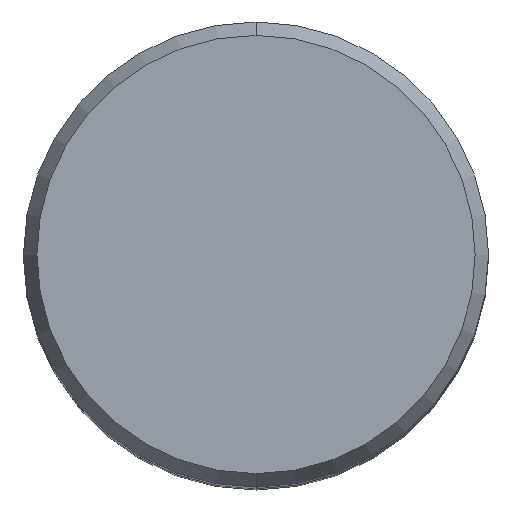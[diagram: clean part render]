
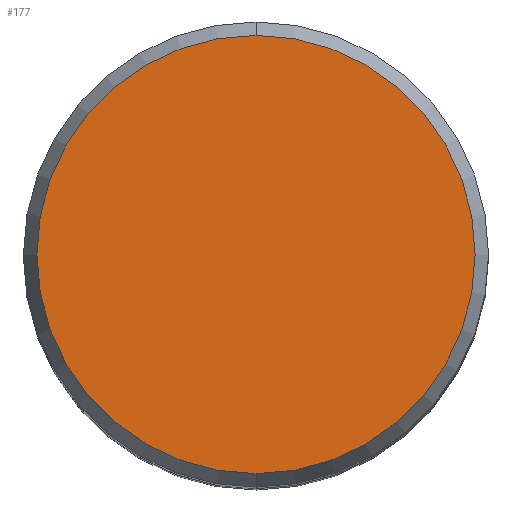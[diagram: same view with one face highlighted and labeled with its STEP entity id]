
A CAD part, top view. The second image highlights one B-rep face of the part: STEP entity #177.
In plain terms, the highlighted planar face has unit normal (0, 0, 1).
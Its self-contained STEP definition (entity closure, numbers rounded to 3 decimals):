
#155=VERTEX_POINT('',#352);
#177=ADVANCED_FACE('',(#375),#376,.T.);
#191=EDGE_CURVE('',#155,#261,#392,.T.);
#261=VERTEX_POINT('',#470);
#281=EDGE_CURVE('',#261,#155,#492,.T.);
#352=CARTESIAN_POINT('',(0.,-14.958,0.01));
#375=FACE_OUTER_BOUND('',#593,.T.);
#376=PLANE('',#594);
#392=CIRCLE('',#614,14.958);
#470=CARTESIAN_POINT('',(0.0,14.958,0.01));
#492=CIRCLE('',#743,14.958);
#593=EDGE_LOOP('',(#856,#857));
#594=AXIS2_PLACEMENT_3D('',#858,#859,#860);
#614=AXIS2_PLACEMENT_3D('',#881,#882,#883);
#743=AXIS2_PLACEMENT_3D('',#989,#990,#991);
#856=ORIENTED_EDGE('',*,*,#281,.F.);
#857=ORIENTED_EDGE('',*,*,#191,.F.);
#858=CARTESIAN_POINT('',(0.0,7.479,0.01));
#859=DIRECTION('',(-0.0,0.0,1.0));
#860=DIRECTION('',(0.0,-1.0,0.0));
#881=CARTESIAN_POINT('',(0.0,0.0,0.01));
#882=DIRECTION('',(0.0,0.0,-1.0));
#883=DIRECTION('',(0.0,1.0,0.0));
#989=CARTESIAN_POINT('',(0.0,0.0,0.01));
#990=DIRECTION('',(0.0,0.0,-1.0));
#991=DIRECTION('',(0.0,1.0,0.0));
